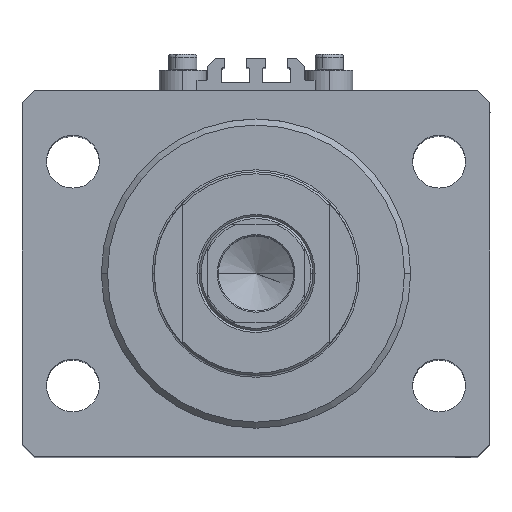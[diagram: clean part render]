
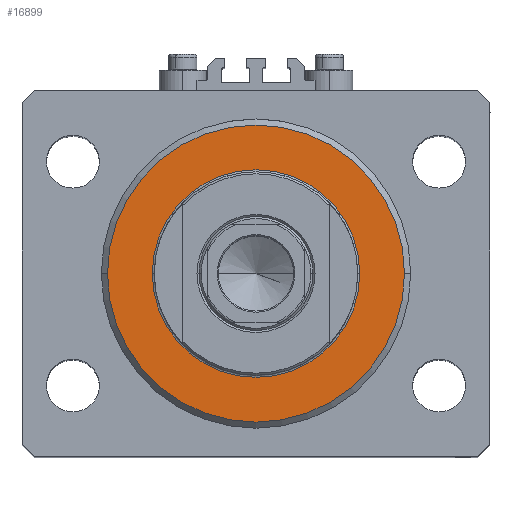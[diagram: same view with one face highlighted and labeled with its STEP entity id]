
A CAD part, top view. The second image highlights one B-rep face of the part: STEP entity #16899.
In plain terms, the highlighted face is planar.
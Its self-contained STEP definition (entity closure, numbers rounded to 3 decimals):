
#782 = DIRECTION ( 'NONE',  ( 1., 0., 0. ) ) ;
#1606 = CARTESIAN_POINT ( 'NONE',  ( 36.5, 0., 0. ) ) ;
#4835 = CARTESIAN_POINT ( 'NONE',  ( 0., 0., 0. ) ) ;
#5594 = CIRCLE ( 'NONE', #14050, 25.5 ) ;
#5985 = CARTESIAN_POINT ( 'NONE',  ( 25.5, 0., 0. ) ) ;
#6823 = VERTEX_POINT ( 'NONE', #46235 ) ;
#7566 = CIRCLE ( 'NONE', #25171, 36.5 ) ;
#9430 = AXIS2_PLACEMENT_3D ( 'NONE', #10098, #35684, #10573 ) ;
#10098 = CARTESIAN_POINT ( 'NONE',  ( 0., 0., 0. ) ) ;
#10573 = DIRECTION ( 'NONE',  ( 1., 0., 0. ) ) ;
#13170 = AXIS2_PLACEMENT_3D ( 'NONE', #4835, #34032, #782 ) ;
#14050 = AXIS2_PLACEMENT_3D ( 'NONE', #32600, #25900, #32843 ) ;
#14710 = CARTESIAN_POINT ( 'NONE',  ( -36.5, 0., 0. ) ) ;
#16286 = CARTESIAN_POINT ( 'NONE',  ( 0., 0., 0. ) ) ;
#16899 = ADVANCED_FACE ( 'NONE', ( #21091, #17747 ), #29244, .F. ) ;
#17608 = EDGE_CURVE ( 'NONE', #6823, #23420, #5594, .T. ) ;
#17747 = FACE_OUTER_BOUND ( 'NONE', #42240, .T. ) ;
#21091 = FACE_BOUND ( 'NONE', #39354, .T. ) ;
#21514 = DIRECTION ( 'NONE',  ( 0., 0., 1. ) ) ;
#22488 = ORIENTED_EDGE ( 'NONE', *, *, #17608, .T. ) ;
#22731 = CIRCLE ( 'NONE', #32700, 25.5 ) ;
#23420 = VERTEX_POINT ( 'NONE', #5985 ) ;
#25171 = AXIS2_PLACEMENT_3D ( 'NONE', #16286, #30896, #34704 ) ;
#25352 = DIRECTION ( 'NONE',  ( 1., 0., 0. ) ) ;
#25900 = DIRECTION ( 'NONE',  ( 0., 0., 1. ) ) ;
#27707 = CIRCLE ( 'NONE', #13170, 36.5 ) ;
#28475 = CARTESIAN_POINT ( 'NONE',  ( 0., 0., 0. ) ) ;
#29244 = PLANE ( 'NONE',  #9430 ) ;
#30547 = ORIENTED_EDGE ( 'NONE', *, *, #46154, .T. ) ;
#30797 = VERTEX_POINT ( 'NONE', #14710 ) ;
#30896 = DIRECTION ( 'NONE',  ( 0., 0., -1. ) ) ;
#31969 = EDGE_CURVE ( 'NONE', #23420, #6823, #22731, .T. ) ;
#32600 = CARTESIAN_POINT ( 'NONE',  ( 0., 0., 0. ) ) ;
#32700 = AXIS2_PLACEMENT_3D ( 'NONE', #28475, #21514, #25352 ) ;
#32843 = DIRECTION ( 'NONE',  ( 1., 0., 0. ) ) ;
#34032 = DIRECTION ( 'NONE',  ( 0., 0., -1. ) ) ;
#34704 = DIRECTION ( 'NONE',  ( 1., 0., 0. ) ) ;
#34821 = ORIENTED_EDGE ( 'NONE', *, *, #31969, .T. ) ;
#35684 = DIRECTION ( 'NONE',  ( 0., 0., 1. ) ) ;
#39354 = EDGE_LOOP ( 'NONE', ( #34821, #22488 ) ) ;
#39734 = VERTEX_POINT ( 'NONE', #1606 ) ;
#42240 = EDGE_LOOP ( 'NONE', ( #47015, #30547 ) ) ;
#44116 = EDGE_CURVE ( 'NONE', #39734, #30797, #27707, .T. ) ;
#46154 = EDGE_CURVE ( 'NONE', #30797, #39734, #7566, .T. ) ;
#46235 = CARTESIAN_POINT ( 'NONE',  ( -25.5, 0., 0. ) ) ;
#47015 = ORIENTED_EDGE ( 'NONE', *, *, #44116, .T. ) ;
